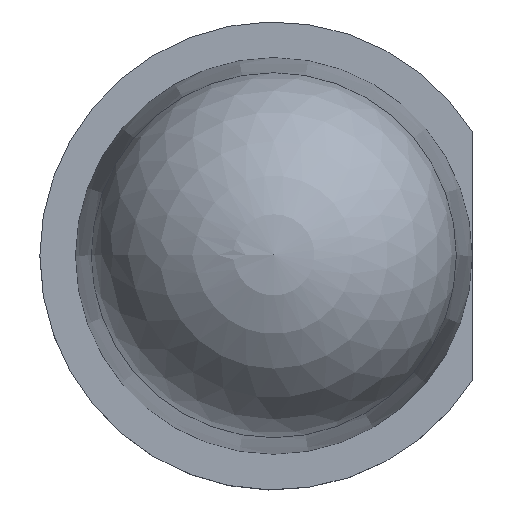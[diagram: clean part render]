
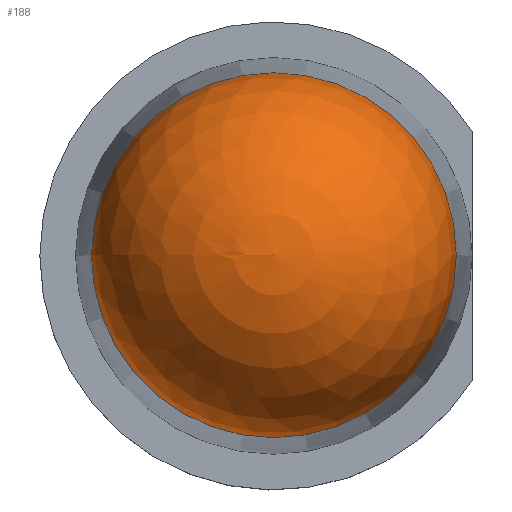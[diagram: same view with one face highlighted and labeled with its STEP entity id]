
A CAD part, top view. The second image highlights one B-rep face of the part: STEP entity #188.
In plain terms, the highlighted spherical face has radius 2.3 mm.
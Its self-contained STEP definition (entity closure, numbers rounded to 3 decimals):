
#188=ADVANCED_FACE('',(#308),#310,.T.);
#308=FACE_BOUND('',#309,.T.);
#309=EDGE_LOOP('',(#381,#382));
#310=SPHERICAL_SURFACE('',#311,2.3);
#311=AXIS2_PLACEMENT_3D('',#312,#313,#314);
#312=CARTESIAN_POINT('',(0.,0.,6.3));
#313=DIRECTION('',(-0.,-0.,-1.));
#314=DIRECTION('',(-1.,0.,0.));
#381=ORIENTED_EDGE('',*,*,#416,.T.);
#382=ORIENTED_EDGE('',*,*,#415,.T.);
#415=EDGE_CURVE('',#470,#471,#472,.F.);
#416=EDGE_CURVE('',#471,#470,#473,.F.);
#470=VERTEX_POINT('',#594);
#471=VERTEX_POINT('',#595);
#472=CIRCLE('',#596,2.3);
#473=CIRCLE('',#600,2.3);
#594=CARTESIAN_POINT('',(-2.3,0.,6.3));
#595=CARTESIAN_POINT('',(2.3,0.,6.3));
#596=AXIS2_PLACEMENT_3D('',#597,#598,#599);
#597=CARTESIAN_POINT('',(0.,0.,6.3));
#598=DIRECTION('',(0.,0.,-1.));
#599=DIRECTION('',(1.,0.,0.));
#600=AXIS2_PLACEMENT_3D('',#601,#602,#603);
#601=CARTESIAN_POINT('',(0.,0.,6.3));
#602=DIRECTION('',(0.,0.,-1.));
#603=DIRECTION('',(-1.,0.,0.));
